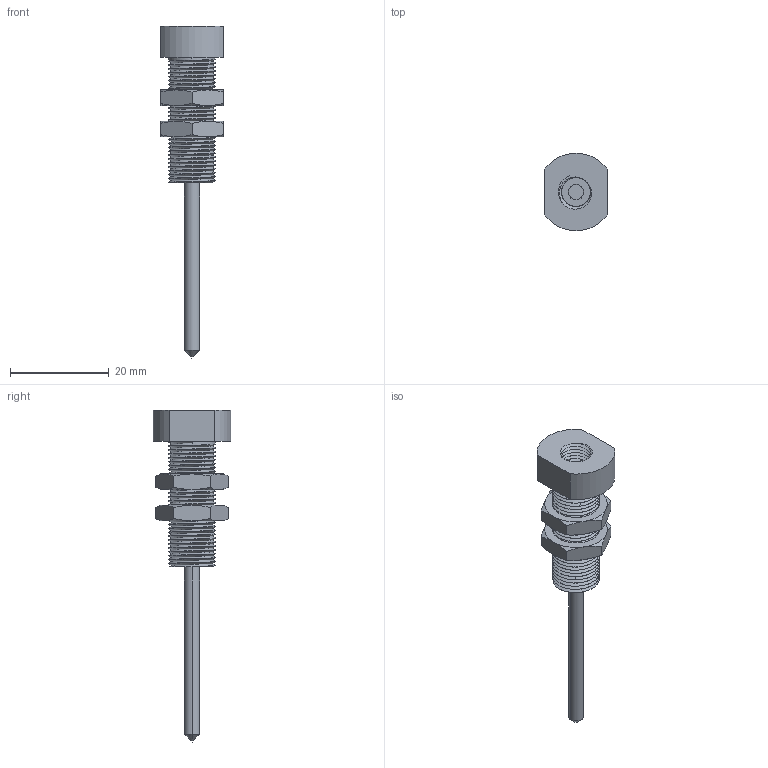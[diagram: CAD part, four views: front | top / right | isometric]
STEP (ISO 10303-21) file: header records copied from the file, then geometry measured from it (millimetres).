
FILE_DESCRIPTION((''),'2;1');
FILE_NAME('161934_ASM','2017-04-19T',('pdmadmin'),('BANNER ENGINEERING'),'CREO PARAMETRIC BY PTC INC, 2016260','CREO PARAMETRIC BY PTC INC, 2016260','');
FILE_SCHEMA(('CONFIG_CONTROL_DESIGN'));
Length unit declared in the file: inch
Products named in the file (6): FERRULE_23268; STAINLESS_COLLAR_23268; O_RING_23268; GLASS_ROD_23268; JAM_NUT_3-8X32; 161934_ASM
Assembly tree (6 placements, depth 2):
  161934_ASM
    FERRULE_23268
    STAINLESS_COLLAR_23268
    O_RING_23268
    GLASS_ROD_23268
    JAM_NUT_3-8X32  x2
Bounding box: 12.7 x 15.69 x 67.31 mm (x, y, z)
Volume: 3127.1 mm3; surface area: 4169.8 mm2
Topology: 6 solids, 6 shells, 235 faces, 591 edges, 367 vertices
Faces by surface type: cylinder 120, cone 58, plane 28, bspline 25, torus 4
Entity records: 17953 total; most frequent: CARTESIAN_POINT 13777, ORIENTED_EDGE 960, DIRECTION 644, EDGE_CURVE 480, VERTEX_POINT 304, B_SPLINE_CURVE_WITH_KNOTS 257, AXIS2_PLACEMENT_3D 247, EDGE_LOOP 196
